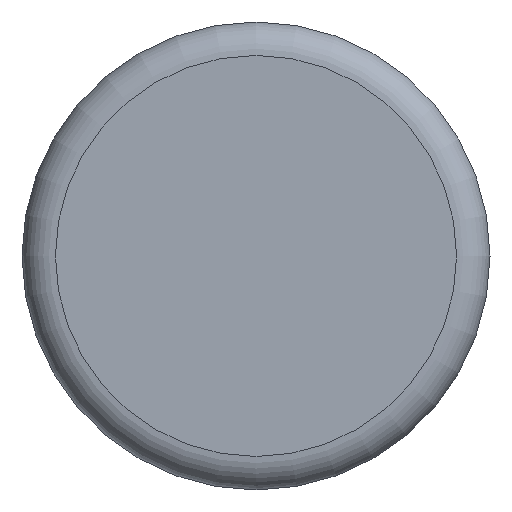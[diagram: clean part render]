
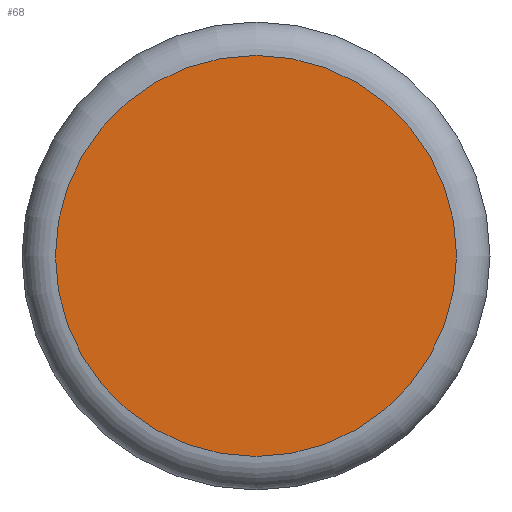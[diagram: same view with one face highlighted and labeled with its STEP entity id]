
A CAD part, top view. The second image highlights one B-rep face of the part: STEP entity #68.
In plain terms, the highlighted planar face has unit normal (0, 0, 1).
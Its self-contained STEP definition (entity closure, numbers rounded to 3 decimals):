
#68 = ADVANCED_FACE( '', ( #150 ), #151, .T. );
#150 = FACE_OUTER_BOUND( '', #244, .T. );
#151 = PLANE( '', #245 );
#244 = EDGE_LOOP( '', ( #354 ) );
#245 = AXIS2_PLACEMENT_3D( '', #355, #356, #357 );
#354 = ORIENTED_EDGE( '', *, *, #444, .T. );
#355 = CARTESIAN_POINT( '', ( 0., 0., 42.5 ) );
#356 = DIRECTION( '', ( 0., 0., 1. ) );
#357 = DIRECTION( '', ( 1., 0., 0. ) );
#444 = EDGE_CURVE( '', #502, #502, #503, .T. );
#502 = VERTEX_POINT( '', #564 );
#503 = CIRCLE( '', #565, 11.986 );
#564 = CARTESIAN_POINT( '', ( 11.986, 0., 42.5 ) );
#565 = AXIS2_PLACEMENT_3D( '', #629, #630, #631 );
#629 = CARTESIAN_POINT( '', ( 0., 0., 42.5 ) );
#630 = DIRECTION( '', ( 0., 0., 1. ) );
#631 = DIRECTION( '', ( 1., 0., 0. ) );
